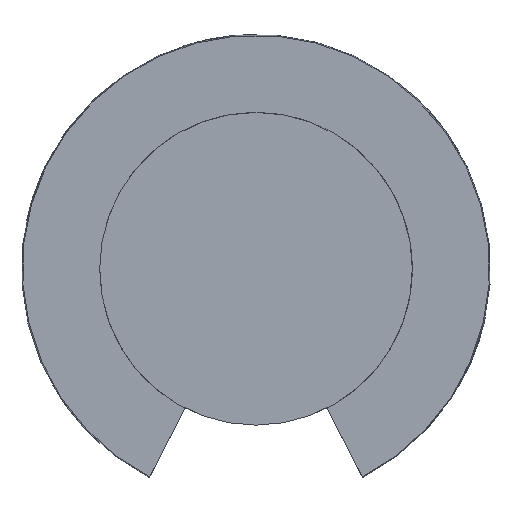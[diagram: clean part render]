
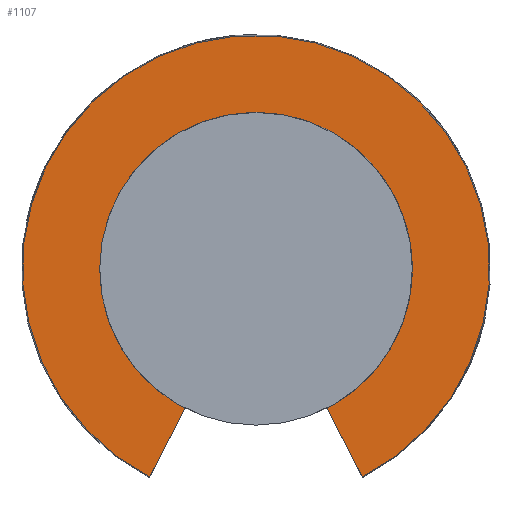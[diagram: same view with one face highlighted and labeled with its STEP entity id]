
A CAD part, front view. The second image highlights one B-rep face of the part: STEP entity #1107.
In plain terms, the highlighted planar face has unit normal (0, -1, 0).
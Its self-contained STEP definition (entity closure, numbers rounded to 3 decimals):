
#97=CARTESIAN_POINT('',(-11.366,-50.,-22.267));
#98=VERTEX_POINT('',#97);
#114=CARTESIAN_POINT('',(11.366,-50.,-22.267));
#115=VERTEX_POINT('',#114);
#122=CARTESIAN_POINT('',(0.0,-50.,0.0));
#123=DIRECTION('',(0.0,1.0,0.0));
#124=DIRECTION('',(1.0,0.0,0.0));
#125=AXIS2_PLACEMENT_3D('',#122,#123,#124);
#126=CIRCLE('',#125,25.0);
#127=EDGE_CURVE('',#98,#115,#126,.T.);
#244=CARTESIAN_POINT('',(16.973,-50.0,-33.271));
#245=VERTEX_POINT('',#244);
#252=CARTESIAN_POINT('',(11.366,-50.,-22.267));
#253=DIRECTION('',(0.454,0.0,-0.891));
#254=VECTOR('',#253,12.35);
#255=LINE('',#252,#254);
#256=EDGE_CURVE('',#115,#245,#255,.T.);
#992=CARTESIAN_POINT('',(-16.973,-50.0,-33.271));
#993=VERTEX_POINT('',#992);
#994=CARTESIAN_POINT('',(-16.973,-50.,-33.271));
#995=DIRECTION('',(0.454,0.0,0.891));
#996=VECTOR('',#995,12.35);
#997=LINE('',#994,#996);
#998=EDGE_CURVE('',#993,#98,#997,.T.);
#1090=CARTESIAN_POINT('',(-26.925,-50.,0.0));
#1091=DIRECTION('',(0.0,-1.0,0.0));
#1092=DIRECTION('',(0.0,0.0,-1.0));
#1093=AXIS2_PLACEMENT_3D('',#1090,#1091,#1092);
#1094=PLANE('',#1093);
#1095=ORIENTED_EDGE('',*,*,#127,.T.);
#1096=ORIENTED_EDGE('',*,*,#256,.T.);
#1097=CARTESIAN_POINT('',(0.0,-50.0,0.0));
#1098=DIRECTION('',(0.0,1.0,0.0));
#1099=DIRECTION('',(-1.0,0.0,0.0));
#1100=AXIS2_PLACEMENT_3D('',#1097,#1098,#1099);
#1101=CIRCLE('',#1100,37.35);
#1102=EDGE_CURVE('',#993,#245,#1101,.T.);
#1103=ORIENTED_EDGE('',*,*,#1102,.F.);
#1104=ORIENTED_EDGE('',*,*,#998,.T.);
#1105=EDGE_LOOP('',(#1095,#1096,#1103,#1104));
#1106=FACE_OUTER_BOUND('',#1105,.T.);
#1107=ADVANCED_FACE('',(#1106),#1094,.T.);
